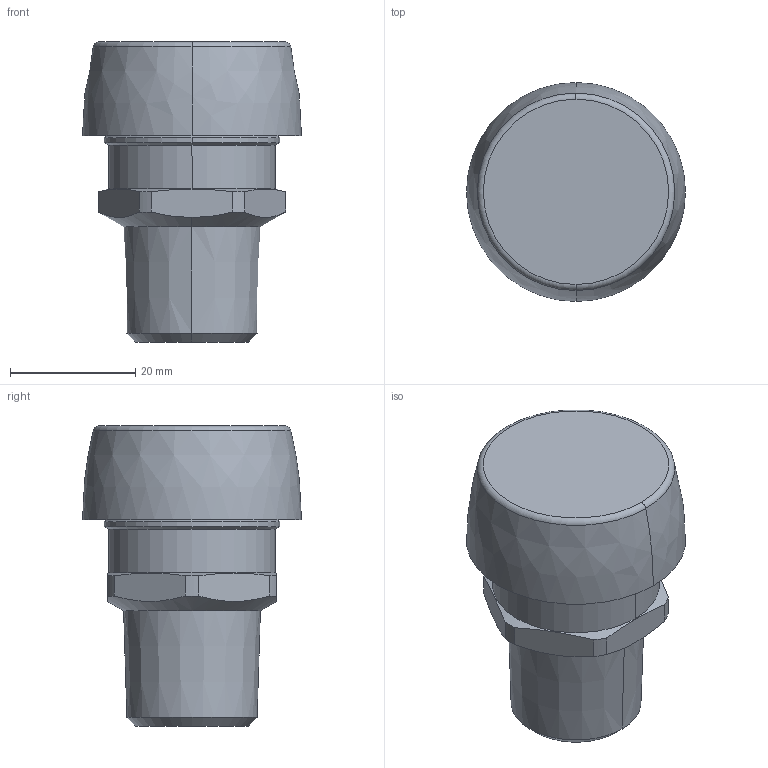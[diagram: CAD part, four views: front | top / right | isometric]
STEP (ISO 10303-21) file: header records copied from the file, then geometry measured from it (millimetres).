
FILE_DESCRIPTION(('CATIA V5 STEP Exchange','CAx-IF Rec.Pracs.--- Model Styling and Organization---1.4--- 2014-01-23','CAx-IF Rec.Pracs.---3D Tessellated Data Validation Properties---0.5---2014-09-14'),'2;1');
FILE_NAME('STEP_304040A_-TST.stp','2022-07-12T11:41:26+00:00',('none'),('none'),'CATIA Version 5-6 Release 2019 SP3','CATIA V5 STEP AP242 v1','none');
FILE_SCHEMA(('AP242_MANAGED_MODEL_BASED_3D_ENGINEERING_MIM_LF {1 0 10303 442 1 1 4}'));
Length unit declared in the file: millimetre
Products named in the file (1): 304040A -TST
Bounding box: 35 x 35 x 48 mm (x, y, z)
Volume: 28287 mm3; surface area: 5755.3 mm2
Topology: 1 solids, 1 shells, 35 faces, 82 edges, 50 vertices
Faces by surface type: cone 12, cylinder 10, plane 9, torus 2, revolution 2
Entity records: 1005 total; most frequent: CARTESIAN_POINT 280, ORIENTED_EDGE 164, DIRECTION 104, EDGE_CURVE 82, AXIS2_PLACEMENT_3D 56, VERTEX_POINT 50, CIRCLE 36, EDGE_LOOP 36
